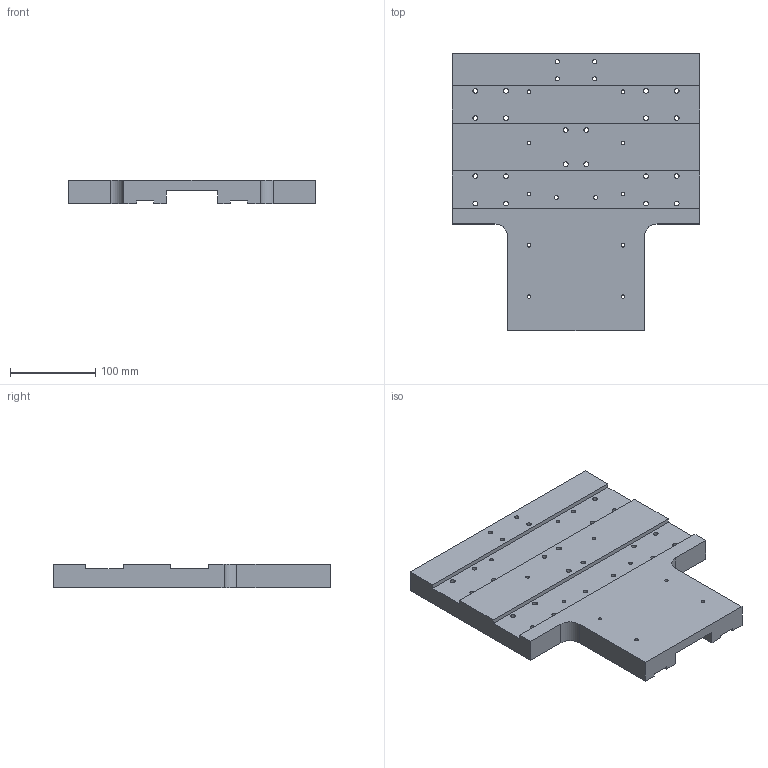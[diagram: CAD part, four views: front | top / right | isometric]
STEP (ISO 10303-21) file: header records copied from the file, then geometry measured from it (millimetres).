
FILE_DESCRIPTION(/* description */ (''),/* implementation_level */ '2;1');
FILE_NAME(/* name */ 'Plaque de fixation axes Y-Z.stp',/* time_stamp */ '2022-12-02T18:57:47+01:00',/* author */ ('domin'),/* organization */ (''),/* preprocessor_version */ 'ST-DEVELOPER v16.1',/* originating_system */ 'Autodesk Inventor 2016',/* authorisation */ '');
FILE_SCHEMA (('AUTOMOTIVE_DESIGN { 1 0 10303 214 3 1 1 }'));
Length unit declared in the file: millimetre
Products named in the file (1): Plaque de fixation axes Y-Z
Bounding box: 290 x 325 x 27 mm (x, y, z)
Volume: 1621609.6 mm3; surface area: 218135.1 mm2
Topology: 1 solids, 1 shells, 108 faces, 274 edges, 188 vertices
Faces by surface type: cylinder 58, plane 50
Full cylindrical faces by diameter (mm): 4.134 x10, 4.917 x6, 5.5 x20, 10 x20
Entity records: 3066 total; most frequent: DIRECTION 536, CARTESIAN_POINT 483, ORIENTED_EDGE 404, EDGE_LOOP 256, AXIS2_PLACEMENT_3D 225, EDGE_CURVE 202, VERTEX_POINT 172, FACE_BOUND 148
